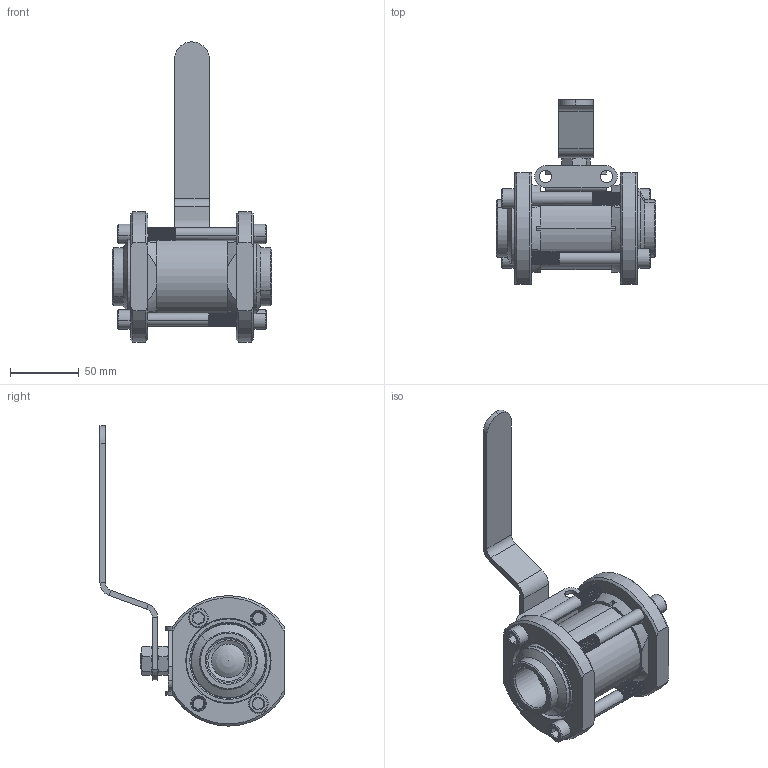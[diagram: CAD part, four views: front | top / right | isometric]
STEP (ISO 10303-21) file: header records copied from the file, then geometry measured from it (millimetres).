
FILE_DESCRIPTION (( 'STEP AP203' ), '1' );
FILE_NAME ('21XXTSWSL.step', '2018-03-15T12:29:13', ( '' ), ( '' ), 'SwSTEP 2.0', 'SolidWorks 2017', '' );
FILE_SCHEMA (( 'CONFIG_CONTROL_DESIGN' ));
Length unit declared in the file: inch
Products named in the file (1): 21XXTSWSL
Bounding box: 116.08 x 134.34 x 219.08 mm (x, y, z)
Volume: 368516.9 mm3; surface area: 143580.9 mm2
Topology: 22 solids, 22 shells, 1291 faces, 3413 edges, 2183 vertices
Faces by surface type: cylinder 727, plane 217, cone 205, bspline 112, torus 28, sphere 2
Entity records: 130141 total; most frequent: CARTESIAN_POINT 102092, ORIENTED_EDGE 6814, DIRECTION 4950, EDGE_CURVE 3407, VERTEX_POINT 2179, AXIS2_PLACEMENT_3D 1878, EDGE_LOOP 1370, ADVANCED_FACE 1291
